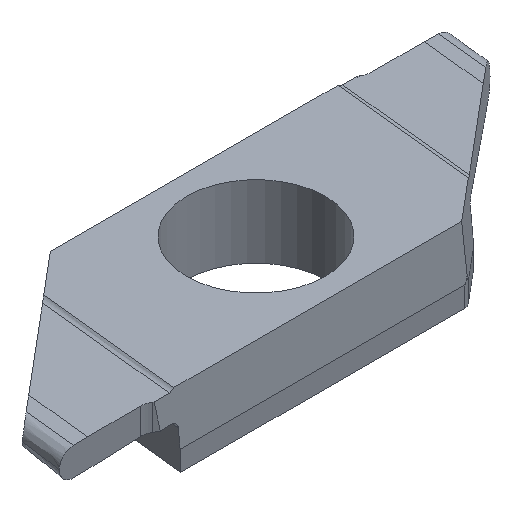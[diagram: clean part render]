
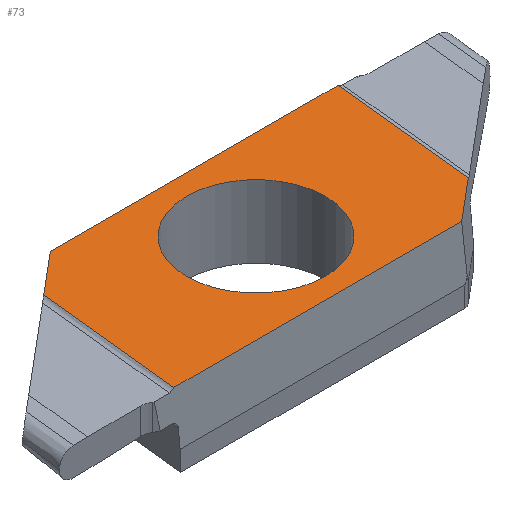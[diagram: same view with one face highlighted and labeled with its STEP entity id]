
A CAD part, isometric view. The second image highlights one B-rep face of the part: STEP entity #73.
In plain terms, the highlighted planar face has unit normal (0, 0, 1).
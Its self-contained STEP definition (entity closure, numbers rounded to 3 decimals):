
#54=FACE_BOUND('',#177,.T.);
#55=FACE_BOUND('',#178,.T.);
#61=CIRCLE('',#873,3.052);
#73=ADVANCED_FACE('',(#54,#55),#114,.T.);
#114=PLANE('',#874);
#177=EDGE_LOOP('',(#256));
#178=EDGE_LOOP('',(#257,#258,#259,#260,#261,#262));
#256=ORIENTED_EDGE('',*,*,#556,.F.);
#257=ORIENTED_EDGE('',*,*,#526,.F.);
#258=ORIENTED_EDGE('',*,*,#557,.F.);
#259=ORIENTED_EDGE('',*,*,#558,.F.);
#260=ORIENTED_EDGE('',*,*,#545,.T.);
#261=ORIENTED_EDGE('',*,*,#559,.T.);
#262=ORIENTED_EDGE('',*,*,#560,.F.);
#450=VERTEX_POINT('',#1229);
#451=VERTEX_POINT('',#1231);
#468=VERTEX_POINT('',#1300);
#469=VERTEX_POINT('',#1301);
#476=VERTEX_POINT('',#1351);
#477=VERTEX_POINT('',#1353);
#478=VERTEX_POINT('',#1356);
#526=EDGE_CURVE('',#450,#451,#639,.T.);
#545=EDGE_CURVE('',#468,#469,#653,.T.);
#556=EDGE_CURVE('',#476,#476,#61,.T.);
#557=EDGE_CURVE('',#477,#450,#661,.T.);
#558=EDGE_CURVE('',#468,#477,#662,.T.);
#559=EDGE_CURVE('',#469,#478,#663,.T.);
#560=EDGE_CURVE('',#451,#478,#664,.T.);
#639=LINE('',#1230,#713);
#653=LINE('',#1299,#727);
#661=LINE('',#1352,#735);
#662=LINE('',#1354,#736);
#663=LINE('',#1355,#737);
#664=LINE('',#1357,#738);
#713=VECTOR('',#916,1.);
#727=VECTOR('',#942,1.);
#735=VECTOR('',#958,1.);
#736=VECTOR('',#959,1.);
#737=VECTOR('',#960,1.);
#738=VECTOR('',#961,1.);
#873=AXIS2_PLACEMENT_3D('',#1350,#956,#957);
#874=AXIS2_PLACEMENT_3D('',#1358,#962,#963);
#916=DIRECTION('',(1.,0.,0.));
#942=DIRECTION('',(1.,0.,0.));
#956=DIRECTION('',(0.,0.,1.));
#957=DIRECTION('',(0.,-1.,0.));
#958=DIRECTION('',(0.766,0.643,0.));
#959=DIRECTION('',(0.105,0.995,0.));
#960=DIRECTION('',(0.766,0.643,0.));
#961=DIRECTION('',(-0.105,-0.995,0.));
#962=DIRECTION('',(0.,0.,1.));
#963=DIRECTION('',(0.,-1.,0.));
#1229=CARTESIAN_POINT('',(-5.094,3.95,0.));
#1230=CARTESIAN_POINT('',(-12.8,3.95,0.));
#1231=CARTESIAN_POINT('',(7.557,3.95,0.));
#1299=CARTESIAN_POINT('',(-12.8,-3.95,0.));
#1300=CARTESIAN_POINT('',(-7.557,-3.95,0.));
#1301=CARTESIAN_POINT('',(5.094,-3.95,0.));
#1350=CARTESIAN_POINT('',(0.,0.,0.));
#1351=CARTESIAN_POINT('',(0.,-3.052,0.));
#1352=CARTESIAN_POINT('',(5.407,12.761,0.));
#1353=CARTESIAN_POINT('',(-6.885,2.447,0.));
#1354=CARTESIAN_POINT('',(-9.668,-24.037,0.));
#1355=CARTESIAN_POINT('',(-5.407,-12.761,0.));
#1356=CARTESIAN_POINT('',(6.885,-2.447,0.));
#1357=CARTESIAN_POINT('',(9.668,24.037,0.));
#1358=CARTESIAN_POINT('',(-12.8,-3.95,0.));
